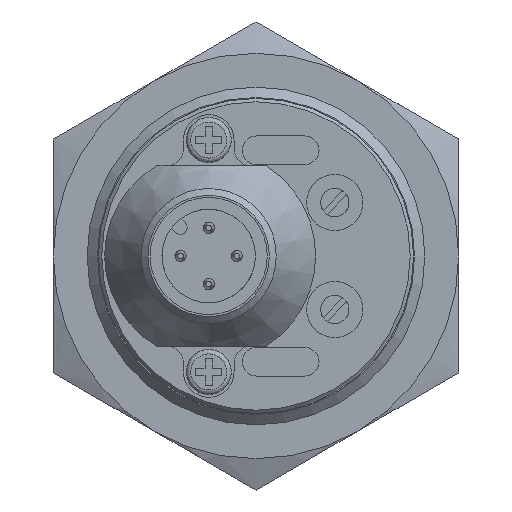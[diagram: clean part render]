
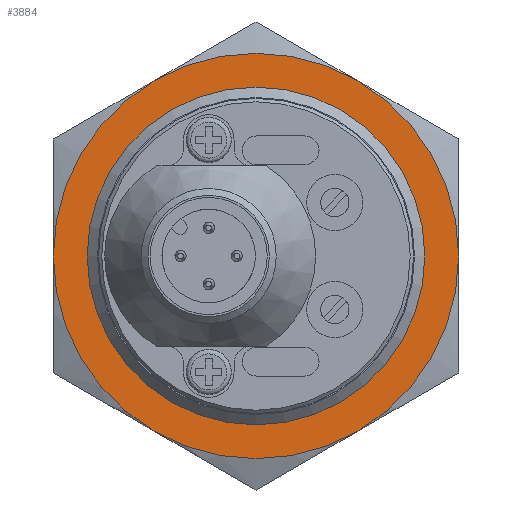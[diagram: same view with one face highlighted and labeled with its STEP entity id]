
A CAD part, front view. The second image highlights one B-rep face of the part: STEP entity #3884.
In plain terms, the highlighted planar face has unit normal (0, -1, 0).
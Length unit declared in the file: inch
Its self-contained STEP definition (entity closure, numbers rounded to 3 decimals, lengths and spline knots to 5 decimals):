
#42 = CIRCLE ( 'NONE', #1046, 0.70866 ) ;
#98 = EDGE_LOOP ( 'NONE', ( #875, #1396, #3973, #2944, #931, #1944 ) ) ;
#104 = CIRCLE ( 'NONE', #2629, 0.70866 ) ;
#236 = PLANE ( 'NONE',  #339 ) ;
#304 = CARTESIAN_POINT ( 'NONE',  ( -0.35433, 1.94882, -0.61372 ) ) ;
#339 = AXIS2_PLACEMENT_3D ( 'NONE', #3655, #1299, #1911 ) ;
#340 = DIRECTION ( 'NONE',  ( 0., -1., 0. ) ) ;
#482 = ORIENTED_EDGE ( 'NONE', *, *, #2008, .F. ) ;
#683 = DIRECTION ( 'NONE',  ( 0., 0., 1. ) ) ;
#689 = AXIS2_PLACEMENT_3D ( 'NONE', #1633, #3032, #2347 ) ;
#694 = CARTESIAN_POINT ( 'NONE',  ( -0.70866, 1.94882, 0. ) ) ;
#723 = CARTESIAN_POINT ( 'NONE',  ( 0., 1.94882, -0.59055 ) ) ;
#751 = CIRCLE ( 'NONE', #1549, 0.70866 ) ;
#875 = ORIENTED_EDGE ( 'NONE', *, *, #3308, .F. ) ;
#931 = ORIENTED_EDGE ( 'NONE', *, *, #1823, .F. ) ;
#1046 = AXIS2_PLACEMENT_3D ( 'NONE', #1268, #4410, #2285 ) ;
#1091 = EDGE_CURVE ( 'NONE', #1770, #2888, #104, .T. ) ;
#1252 = CARTESIAN_POINT ( 'NONE',  ( 0., 1.94882, 0. ) ) ;
#1268 = CARTESIAN_POINT ( 'NONE',  ( 0., 1.94882, 0. ) ) ;
#1299 = DIRECTION ( 'NONE',  ( 0., 1., 0. ) ) ;
#1302 = CARTESIAN_POINT ( 'NONE',  ( 0.35433, 1.94882, -0.61372 ) ) ;
#1396 = ORIENTED_EDGE ( 'NONE', *, *, #1091, .F. ) ;
#1549 = AXIS2_PLACEMENT_3D ( 'NONE', #3148, #3760, #683 ) ;
#1569 = CIRCLE ( 'NONE', #2140, 0.70866 ) ;
#1575 = EDGE_CURVE ( 'NONE', #3686, #1770, #751, .T. ) ;
#1618 = DIRECTION ( 'NONE',  ( 0., 0., 1. ) ) ;
#1633 = CARTESIAN_POINT ( 'NONE',  ( 0., 1.94882, 0. ) ) ;
#1770 = VERTEX_POINT ( 'NONE', #3707 ) ;
#1788 = EDGE_CURVE ( 'NONE', #2655, #3602, #2566, .T. ) ;
#1807 = DIRECTION ( 'NONE',  ( -1., 0., 0. ) ) ;
#1823 = EDGE_CURVE ( 'NONE', #3602, #3483, #42, .T. ) ;
#1911 = DIRECTION ( 'NONE',  ( 0., 0., 1. ) ) ;
#1944 = ORIENTED_EDGE ( 'NONE', *, *, #1788, .F. ) ;
#2008 = EDGE_CURVE ( 'NONE', #2529, #2529, #3068, .T. ) ;
#2013 = CARTESIAN_POINT ( 'NONE',  ( 0.35433, 1.94882, 0.61372 ) ) ;
#2140 = AXIS2_PLACEMENT_3D ( 'NONE', #1252, #3021, #1618 ) ;
#2285 = DIRECTION ( 'NONE',  ( 0., 0., 1. ) ) ;
#2342 = DIRECTION ( 'NONE',  ( 0., 1., 0. ) ) ;
#2347 = DIRECTION ( 'NONE',  ( -1., 0., 0. ) ) ;
#2430 = CIRCLE ( 'NONE', #3078, 0.70866 ) ;
#2499 = CARTESIAN_POINT ( 'NONE',  ( 0., 1.94882, 0. ) ) ;
#2529 = VERTEX_POINT ( 'NONE', #723 ) ;
#2560 = EDGE_LOOP ( 'NONE', ( #482 ) ) ;
#2566 = CIRCLE ( 'NONE', #689, 0.70866 ) ;
#2570 = DIRECTION ( 'NONE',  ( 0., 1., 0. ) ) ;
#2629 = AXIS2_PLACEMENT_3D ( 'NONE', #2929, #2570, #1807 ) ;
#2633 = FACE_OUTER_BOUND ( 'NONE', #98, .T. ) ;
#2655 = VERTEX_POINT ( 'NONE', #4126 ) ;
#2888 = VERTEX_POINT ( 'NONE', #2013 ) ;
#2929 = CARTESIAN_POINT ( 'NONE',  ( 0., 1.94882, 0. ) ) ;
#2944 = ORIENTED_EDGE ( 'NONE', *, *, #3951, .F. ) ;
#2998 = AXIS2_PLACEMENT_3D ( 'NONE', #2499, #340, #3099 ) ;
#3021 = DIRECTION ( 'NONE',  ( 0., 1., 0. ) ) ;
#3032 = DIRECTION ( 'NONE',  ( 0., 1., 0. ) ) ;
#3044 = DIRECTION ( 'NONE',  ( 0., 0., 1. ) ) ;
#3068 = CIRCLE ( 'NONE', #2998, 0.59055 ) ;
#3078 = AXIS2_PLACEMENT_3D ( 'NONE', #4362, #2342, #3044 ) ;
#3099 = DIRECTION ( 'NONE',  ( 0., 0., -1. ) ) ;
#3148 = CARTESIAN_POINT ( 'NONE',  ( 0., 1.94882, 0. ) ) ;
#3308 = EDGE_CURVE ( 'NONE', #2888, #2655, #2430, .T. ) ;
#3356 = FACE_BOUND ( 'NONE', #2560, .T. ) ;
#3483 = VERTEX_POINT ( 'NONE', #304 ) ;
#3602 = VERTEX_POINT ( 'NONE', #1302 ) ;
#3655 = CARTESIAN_POINT ( 'NONE',  ( 0., 1.94882, -0.70866 ) ) ;
#3686 = VERTEX_POINT ( 'NONE', #694 ) ;
#3707 = CARTESIAN_POINT ( 'NONE',  ( -0.35433, 1.94882, 0.61372 ) ) ;
#3760 = DIRECTION ( 'NONE',  ( 0., 1., 0. ) ) ;
#3884 = ADVANCED_FACE ( 'NONE', ( #2633, #3356 ), #236, .F. ) ;
#3951 = EDGE_CURVE ( 'NONE', #3483, #3686, #1569, .T. ) ;
#3973 = ORIENTED_EDGE ( 'NONE', *, *, #1575, .F. ) ;
#4126 = CARTESIAN_POINT ( 'NONE',  ( 0.70866, 1.94882, 0. ) ) ;
#4362 = CARTESIAN_POINT ( 'NONE',  ( 0., 1.94882, 0. ) ) ;
#4410 = DIRECTION ( 'NONE',  ( 0., 1., 0. ) ) ;
